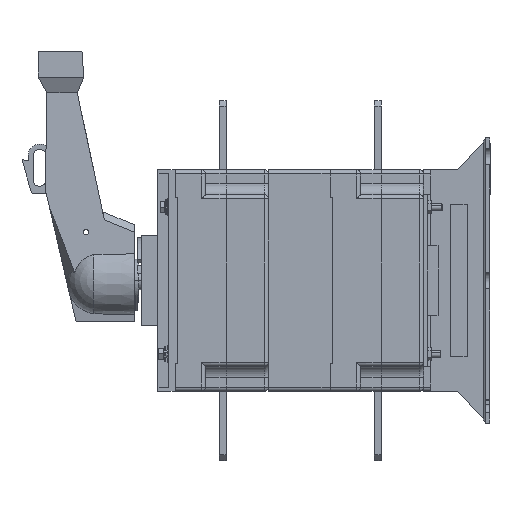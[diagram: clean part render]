
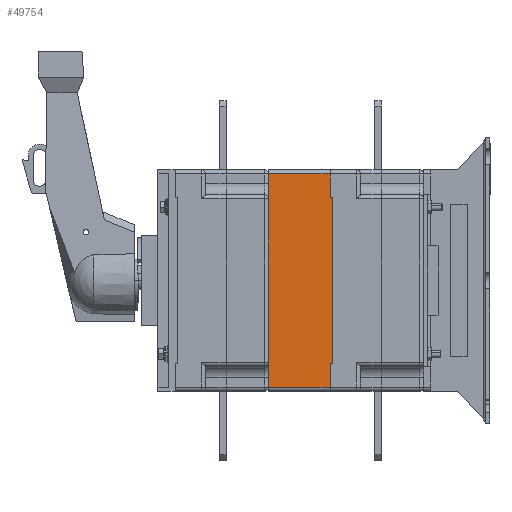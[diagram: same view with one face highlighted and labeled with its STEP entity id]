
A CAD part, left-side view. The second image highlights one B-rep face of the part: STEP entity #49754.
In plain terms, the highlighted planar face has unit normal (-1, 0, 0).
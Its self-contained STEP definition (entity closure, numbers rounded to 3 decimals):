
#2169 = PLANE ( 'NONE',  #123732 ) ;
#7721 = ORIENTED_EDGE ( 'NONE', *, *, #112345, .T. ) ;
#8956 = DIRECTION ( 'NONE',  ( 0., 0., -1. ) ) ;
#16992 = DIRECTION ( 'NONE',  ( 0., 0., -1. ) ) ;
#19859 = ORIENTED_EDGE ( 'NONE', *, *, #41888, .T. ) ;
#22633 = CARTESIAN_POINT ( 'NONE',  ( -115., 160., 77. ) ) ;
#23414 = EDGE_CURVE ( 'NONE', #132199, #101144, #45054, .T. ) ;
#27404 = VERTEX_POINT ( 'NONE', #89115 ) ;
#33298 = LINE ( 'NONE', #146390, #95432 ) ;
#35082 = DIRECTION ( 'NONE',  ( 0., 1., 0. ) ) ;
#35756 = ORIENTED_EDGE ( 'NONE', *, *, #23414, .F. ) ;
#35971 = EDGE_LOOP ( 'NONE', ( #35756, #7721, #45872, #56493, #19859, #70809, #136515, #113218 ) ) ;
#38695 = LINE ( 'NONE', #114059, #133484 ) ;
#40581 = CARTESIAN_POINT ( 'NONE',  ( -115., 115.5, 77. ) ) ;
#41888 = EDGE_CURVE ( 'NONE', #73274, #60186, #147191, .T. ) ;
#45054 = LINE ( 'NONE', #70291, #121955 ) ;
#45872 = ORIENTED_EDGE ( 'NONE', *, *, #112272, .T. ) ;
#47192 = DIRECTION ( 'NONE',  ( 0., 1., 0. ) ) ;
#48819 = CARTESIAN_POINT ( 'NONE',  ( -115., 115.5, 80. ) ) ;
#49754 = ADVANCED_FACE ( 'NONE', ( #141458 ), #2169, .T. ) ;
#51770 = CARTESIAN_POINT ( 'NONE',  ( -115., 160., -77. ) ) ;
#52927 = DIRECTION ( 'NONE',  ( 0., 0., 1. ) ) ;
#55125 = LINE ( 'NONE', #146153, #134641 ) ;
#56493 = ORIENTED_EDGE ( 'NONE', *, *, #78402, .T. ) ;
#57509 = CARTESIAN_POINT ( 'NONE',  ( -115., 113.5, -59.9 ) ) ;
#58661 = DIRECTION ( 'NONE',  ( 0., -1., 0. ) ) ;
#58884 = VECTOR ( 'NONE', #58661, 1000. ) ;
#60186 = VERTEX_POINT ( 'NONE', #76382 ) ;
#61131 = LINE ( 'NONE', #62725, #136835 ) ;
#62725 = CARTESIAN_POINT ( 'NONE',  ( -115., 160., 59.9 ) ) ;
#63740 = CARTESIAN_POINT ( 'NONE',  ( -115., 115.5, 59.9 ) ) ;
#65103 = CARTESIAN_POINT ( 'NONE',  ( -115., 160., 80. ) ) ;
#70291 = CARTESIAN_POINT ( 'NONE',  ( -115., 115.5, 80. ) ) ;
#70809 = ORIENTED_EDGE ( 'NONE', *, *, #122459, .T. ) ;
#71779 = VECTOR ( 'NONE', #16992, 1000. ) ;
#72452 = DIRECTION ( 'NONE',  ( 0., 0., 1. ) ) ;
#73274 = VERTEX_POINT ( 'NONE', #157687 ) ;
#73491 = VERTEX_POINT ( 'NONE', #51770 ) ;
#76382 = CARTESIAN_POINT ( 'NONE',  ( -115., 115.5, -59.9 ) ) ;
#76918 = EDGE_CURVE ( 'NONE', #27404, #101144, #61131, .T. ) ;
#78402 = EDGE_CURVE ( 'NONE', #73491, #73274, #157259, .T. ) ;
#79524 = VECTOR ( 'NONE', #72452, 1000. ) ;
#89115 = CARTESIAN_POINT ( 'NONE',  ( -115., 113.5, 59.9 ) ) ;
#91028 = VERTEX_POINT ( 'NONE', #57509 ) ;
#95432 = VECTOR ( 'NONE', #47192, 1000. ) ;
#95652 = EDGE_CURVE ( 'NONE', #27404, #91028, #38695, .T. ) ;
#101144 = VERTEX_POINT ( 'NONE', #63740 ) ;
#112272 = EDGE_CURVE ( 'NONE', #133035, #73491, #143150, .T. ) ;
#112345 = EDGE_CURVE ( 'NONE', #132199, #133035, #33298, .T. ) ;
#113218 = ORIENTED_EDGE ( 'NONE', *, *, #76918, .T. ) ;
#114059 = CARTESIAN_POINT ( 'NONE',  ( -115., 113.5, 80. ) ) ;
#120677 = DIRECTION ( 'NONE',  ( 0., -1., 0. ) ) ;
#121955 = VECTOR ( 'NONE', #8956, 1000. ) ;
#122459 = EDGE_CURVE ( 'NONE', #60186, #91028, #55125, .T. ) ;
#123732 = AXIS2_PLACEMENT_3D ( 'NONE', #65103, #126713, #52927 ) ;
#124723 = DIRECTION ( 'NONE',  ( 0., 0., -1. ) ) ;
#126713 = DIRECTION ( 'NONE',  ( -1., 0., 0. ) ) ;
#132199 = VERTEX_POINT ( 'NONE', #40581 ) ;
#133035 = VERTEX_POINT ( 'NONE', #22633 ) ;
#133484 = VECTOR ( 'NONE', #124723, 1000. ) ;
#134641 = VECTOR ( 'NONE', #120677, 1000. ) ;
#136515 = ORIENTED_EDGE ( 'NONE', *, *, #95652, .F. ) ;
#136835 = VECTOR ( 'NONE', #35082, 1000. ) ;
#141458 = FACE_OUTER_BOUND ( 'NONE', #35971, .T. ) ;
#142353 = CARTESIAN_POINT ( 'NONE',  ( -115., 160., 80. ) ) ;
#143150 = LINE ( 'NONE', #142353, #71779 ) ;
#146153 = CARTESIAN_POINT ( 'NONE',  ( -115., 160., -59.9 ) ) ;
#146390 = CARTESIAN_POINT ( 'NONE',  ( -115., 160., 77. ) ) ;
#147191 = LINE ( 'NONE', #48819, #79524 ) ;
#155621 = CARTESIAN_POINT ( 'NONE',  ( -115., 160., -77. ) ) ;
#157259 = LINE ( 'NONE', #155621, #58884 ) ;
#157687 = CARTESIAN_POINT ( 'NONE',  ( -115., 115.5, -77. ) ) ;
